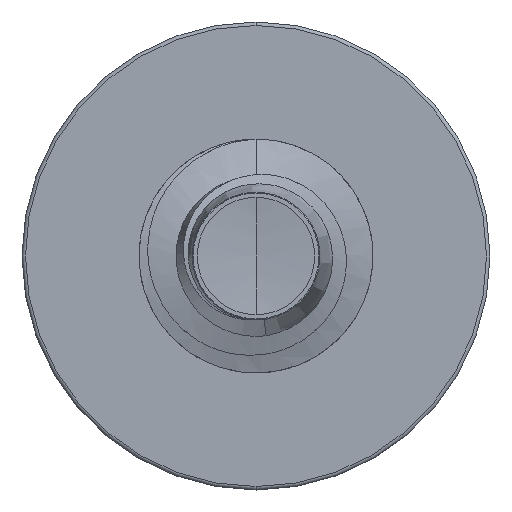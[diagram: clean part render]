
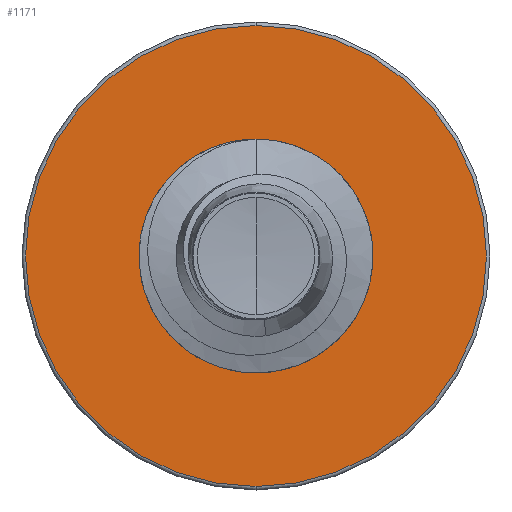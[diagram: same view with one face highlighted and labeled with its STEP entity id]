
A CAD part, front view. The second image highlights one B-rep face of the part: STEP entity #1171.
In plain terms, the highlighted planar face has unit normal (0, -1, 0).
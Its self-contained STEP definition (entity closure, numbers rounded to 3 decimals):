
#1171 = ADVANCED_FACE ( 'NONE', ( #8206, #10959 ), #13532, .F. ) ;
#2182 = CARTESIAN_POINT ( 'NONE',  ( 0., 6., 1.989 ) ) ;
#2250 = AXIS2_PLACEMENT_3D ( 'NONE', #12008, #9886, #14045 ) ;
#2961 = DIRECTION ( 'NONE',  ( 0., 0., 1. ) ) ;
#2987 = DIRECTION ( 'NONE',  ( 0., 1., 0. ) ) ;
#2992 = CARTESIAN_POINT ( 'NONE',  ( 0., 6., 0. ) ) ;
#3080 = CARTESIAN_POINT ( 'NONE',  ( 0., 6., 0. ) ) ;
#3688 = CARTESIAN_POINT ( 'NONE',  ( 0., 6., -3.94 ) ) ;
#3771 = CARTESIAN_POINT ( 'NONE',  ( 0., 6., 3.94 ) ) ;
#4029 = AXIS2_PLACEMENT_3D ( 'NONE', #2992, #2987, #2961 ) ;
#4963 = ORIENTED_EDGE ( 'NONE', *, *, #12294, .T. ) ;
#5263 = AXIS2_PLACEMENT_3D ( 'NONE', #3080, #7524, #5540 ) ;
#5540 = DIRECTION ( 'NONE',  ( 0., 0., 1. ) ) ;
#6187 = AXIS2_PLACEMENT_3D ( 'NONE', #9815, #9795, #9782 ) ;
#6436 = DIRECTION ( 'NONE',  ( 0., 0., 1. ) ) ;
#6457 = DIRECTION ( 'NONE',  ( 0., 1., 0. ) ) ;
#6526 = CARTESIAN_POINT ( 'NONE',  ( 0., 6., 0. ) ) ;
#7524 = DIRECTION ( 'NONE',  ( 0., 1., 0. ) ) ;
#7964 = CIRCLE ( 'NONE', #5263, 1.989 ) ;
#8206 = FACE_OUTER_BOUND ( 'NONE', #13131, .T. ) ;
#8282 = ORIENTED_EDGE ( 'NONE', *, *, #11893, .T. ) ;
#8385 = CARTESIAN_POINT ( 'NONE',  ( 0., 6., -1.989 ) ) ;
#8851 = CIRCLE ( 'NONE', #6187, 3.94 ) ;
#9167 = VERTEX_POINT ( 'NONE', #8385 ) ;
#9185 = AXIS2_PLACEMENT_3D ( 'NONE', #6526, #6457, #6436 ) ;
#9325 = CIRCLE ( 'NONE', #4029, 3.94 ) ;
#9782 = DIRECTION ( 'NONE',  ( 0., 0., 1. ) ) ;
#9795 = DIRECTION ( 'NONE',  ( 0., 1., 0. ) ) ;
#9815 = CARTESIAN_POINT ( 'NONE',  ( 0., 6., 0. ) ) ;
#9886 = DIRECTION ( 'NONE',  ( 0., 1., 0. ) ) ;
#10214 = VERTEX_POINT ( 'NONE', #3688 ) ;
#10229 = VERTEX_POINT ( 'NONE', #3771 ) ;
#10330 = CIRCLE ( 'NONE', #9185, 1.989 ) ;
#10507 = VERTEX_POINT ( 'NONE', #2182 ) ;
#10714 = ORIENTED_EDGE ( 'NONE', *, *, #12404, .F. ) ;
#10959 = FACE_BOUND ( 'NONE', #11181, .T. ) ;
#11181 = EDGE_LOOP ( 'NONE', ( #8282, #4963 ) ) ;
#11448 = EDGE_CURVE ( 'NONE', #10229, #10214, #8851, .T. ) ;
#11893 = EDGE_CURVE ( 'NONE', #10507, #9167, #7964, .T. ) ;
#12008 = CARTESIAN_POINT ( 'NONE',  ( 0., 6., -1.989 ) ) ;
#12294 = EDGE_CURVE ( 'NONE', #9167, #10507, #10330, .T. ) ;
#12404 = EDGE_CURVE ( 'NONE', #10214, #10229, #9325, .T. ) ;
#12529 = ORIENTED_EDGE ( 'NONE', *, *, #11448, .F. ) ;
#13131 = EDGE_LOOP ( 'NONE', ( #12529, #10714 ) ) ;
#13532 = PLANE ( 'NONE',  #2250 ) ;
#14045 = DIRECTION ( 'NONE',  ( 0., 0., 1. ) ) ;
